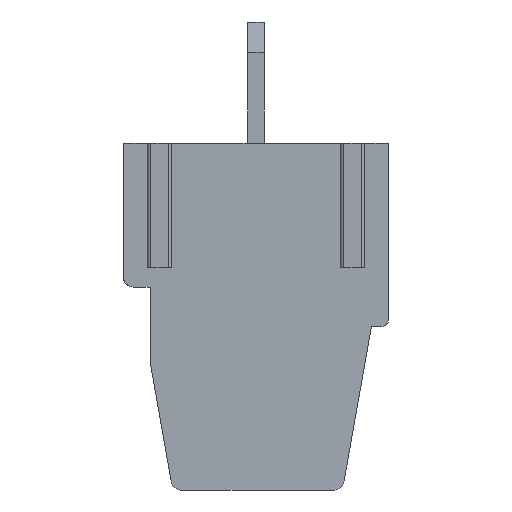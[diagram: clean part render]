
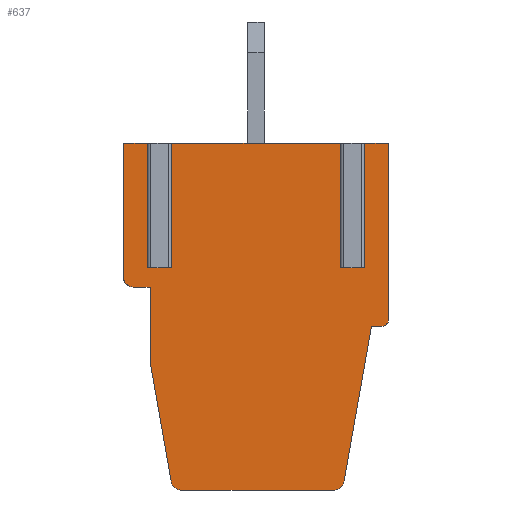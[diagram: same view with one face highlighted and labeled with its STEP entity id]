
A CAD part, front view. The second image highlights one B-rep face of the part: STEP entity #637.
In plain terms, the highlighted planar face has unit normal (0, -1, 0).
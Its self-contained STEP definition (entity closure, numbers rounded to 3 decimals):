
#637 = ADVANCED_FACE( '', ( #1480 ), #1481, .F. );
#1480 = FACE_OUTER_BOUND( '', #2548, .T. );
#1481 = PLANE( '', #2549 );
#2548 = EDGE_LOOP( '', ( #4451, #4452, #4453, #4454, #4455, #4456, #4457, #4458, #4459, #4460, #4461, #4462, #4463, #4464, #4465, #4466, #4467, #4468, #4469, #4470, #4471 ) );
#2549 = AXIS2_PLACEMENT_3D( '', #4472, #4473, #4474 );
#4451 = ORIENTED_EDGE( '', *, *, #7158, .T. );
#4452 = ORIENTED_EDGE( '', *, *, #6903, .T. );
#4453 = ORIENTED_EDGE( '', *, *, #6639, .F. );
#4454 = ORIENTED_EDGE( '', *, *, #6853, .T. );
#4455 = ORIENTED_EDGE( '', *, *, #7159, .T. );
#4456 = ORIENTED_EDGE( '', *, *, #6889, .T. );
#4457 = ORIENTED_EDGE( '', *, *, #6503, .F. );
#4458 = ORIENTED_EDGE( '', *, *, #6633, .T. );
#4459 = ORIENTED_EDGE( '', *, *, #7160, .T. );
#4460 = ORIENTED_EDGE( '', *, *, #6488, .T. );
#4461 = ORIENTED_EDGE( '', *, *, #7161, .T. );
#4462 = ORIENTED_EDGE( '', *, *, #6793, .F. );
#4463 = ORIENTED_EDGE( '', *, *, #7162, .F. );
#4464 = ORIENTED_EDGE( '', *, *, #7111, .F. );
#4465 = ORIENTED_EDGE( '', *, *, #7044, .T. );
#4466 = ORIENTED_EDGE( '', *, *, #7163, .T. );
#4467 = ORIENTED_EDGE( '', *, *, #6775, .T. );
#4468 = ORIENTED_EDGE( '', *, *, #6917, .F. );
#4469 = ORIENTED_EDGE( '', *, *, #6557, .F. );
#4470 = ORIENTED_EDGE( '', *, *, #6804, .T. );
#4471 = ORIENTED_EDGE( '', *, *, #7164, .T. );
#4472 = CARTESIAN_POINT( '', ( 44.298, -45., -4.395 ) );
#4473 = DIRECTION( '', ( 0., 1., 0. ) );
#4474 = DIRECTION( '', ( -1., 0., 0. ) );
#6488 = EDGE_CURVE( '', #7807, #7805, #7808, .T. );
#6503 = EDGE_CURVE( '', #7833, #7835, #7836, .T. );
#6557 = EDGE_CURVE( '', #7932, #7934, #7935, .T. );
#6633 = EDGE_CURVE( '', #7833, #8065, #8068, .F. );
#6639 = EDGE_CURVE( '', #8075, #8077, #8078, .T. );
#6775 = EDGE_CURVE( '', #8315, #8312, #8316, .F. );
#6793 = EDGE_CURVE( '', #8343, #8346, #8347, .T. );
#6804 = EDGE_CURVE( '', #7932, #8363, #8365, .F. );
#6853 = EDGE_CURVE( '', #8075, #8441, #8443, .F. );
#6889 = EDGE_CURVE( '', #8494, #7835, #8497, .T. );
#6903 = EDGE_CURVE( '', #8515, #8077, #8517, .T. );
#6917 = EDGE_CURVE( '', #7934, #8312, #8538, .T. );
#7044 = EDGE_CURVE( '', #8739, #8736, #8740, .F. );
#7111 = EDGE_CURVE( '', #8739, #8841, #8842, .T. );
#7158 = EDGE_CURVE( '', #8907, #8515, #8908, .T. );
#7159 = EDGE_CURVE( '', #8441, #8494, #8909, .T. );
#7160 = EDGE_CURVE( '', #8065, #7807, #8910, .T. );
#7161 = EDGE_CURVE( '', #7805, #8346, #8911, .F. );
#7162 = EDGE_CURVE( '', #8841, #8343, #8912, .T. );
#7163 = EDGE_CURVE( '', #8736, #8315, #8913, .T. );
#7164 = EDGE_CURVE( '', #8363, #8907, #8914, .T. );
#7805 = VERTEX_POINT( '', #9752 );
#7807 = VERTEX_POINT( '', #9755 );
#7808 = LINE( '', #9756, #9757 );
#7833 = VERTEX_POINT( '', #9793 );
#7835 = VERTEX_POINT( '', #9795 );
#7836 = LINE( '', #9796, #9797 );
#7932 = VERTEX_POINT( '', #9932 );
#7934 = VERTEX_POINT( '', #9935 );
#7935 = LINE( '', #9936, #9937 );
#8065 = VERTEX_POINT( '', #10123 );
#8068 = LINE( '', #10126, #10127 );
#8075 = VERTEX_POINT( '', #10136 );
#8077 = VERTEX_POINT( '', #10138 );
#8078 = LINE( '', #10139, #10140 );
#8312 = VERTEX_POINT( '', #10476 );
#8315 = VERTEX_POINT( '', #10480 );
#8316 = CIRCLE( '', #10481, 0.298 );
#8343 = VERTEX_POINT( '', #10519 );
#8346 = VERTEX_POINT( '', #10523 );
#8347 = LINE( '', #10524, #10525 );
#8363 = VERTEX_POINT( '', #10548 );
#8365 = CIRCLE( '', #10551, 0.198 );
#8441 = VERTEX_POINT( '', #10664 );
#8443 = LINE( '', #10666, #10667 );
#8494 = VERTEX_POINT( '', #10755 );
#8497 = LINE( '', #10759, #10760 );
#8515 = VERTEX_POINT( '', #10789 );
#8517 = LINE( '', #10791, #10792 );
#8538 = LINE( '', #10822, #10823 );
#8736 = VERTEX_POINT( '', #11107 );
#8739 = VERTEX_POINT( '', #11111 );
#8740 = CIRCLE( '', #11112, 0.298 );
#8841 = VERTEX_POINT( '', #11261 );
#8842 = LINE( '', #11262, #11263 );
#8907 = VERTEX_POINT( '', #11366 );
#8908 = LINE( '', #11367, #11368 );
#8909 = LINE( '', #11369, #11370 );
#8910 = LINE( '', #11371, #11372 );
#8911 = CIRCLE( '', #11373, 0.298 );
#8912 = LINE( '', #11374, #11375 );
#8913 = LINE( '', #11376, #11377 );
#8914 = LINE( '', #11378, #11379 );
#9752 = CARTESIAN_POINT( '', ( 44., -45., -4.098 ) );
#9755 = CARTESIAN_POINT( '', ( 44., -45., 0. ) );
#9756 = CARTESIAN_POINT( '', ( 44., -45., 0. ) );
#9757 = VECTOR( '', #12498, 1000. );
#9793 = CARTESIAN_POINT( '', ( 44.73, -45., -3.8 ) );
#9795 = CARTESIAN_POINT( '', ( 45.47, -45., -3.8 ) );
#9796 = CARTESIAN_POINT( '', ( 44.78, -45., -3.8 ) );
#9797 = VECTOR( '', #12516, 1000. );
#9932 = CARTESIAN_POINT( '', ( 51.898, -45., -5.596 ) );
#9935 = CARTESIAN_POINT( '', ( 51.577, -45., -5.596 ) );
#9936 = CARTESIAN_POINT( '', ( 52.096, -45., -5.596 ) );
#9937 = VECTOR( '', #12569, 1000. );
#10123 = CARTESIAN_POINT( '', ( 44.73, -45., 0. ) );
#10126 = CARTESIAN_POINT( '', ( 44.73, -45., 0. ) );
#10127 = VECTOR( '', #12644, 1000. );
#10136 = CARTESIAN_POINT( '', ( 50.63, -45., -3.8 ) );
#10138 = CARTESIAN_POINT( '', ( 51.37, -45., -3.8 ) );
#10139 = CARTESIAN_POINT( '', ( 50.68, -45., -3.8 ) );
#10140 = VECTOR( '', #12653, 1000. );
#10476 = CARTESIAN_POINT( '', ( 50.745, -45., -10.317 ) );
#10480 = CARTESIAN_POINT( '', ( 50.448, -45., -10.6 ) );
#10481 = AXIS2_PLACEMENT_3D( '', #12786, #12787, #12788 );
#10519 = CARTESIAN_POINT( '', ( 44.814, -45., -4.395 ) );
#10523 = CARTESIAN_POINT( '', ( 44.298, -45., -4.395 ) );
#10524 = CARTESIAN_POINT( '', ( 44.814, -45., -4.395 ) );
#10525 = VECTOR( '', #12804, 1000. );
#10548 = CARTESIAN_POINT( '', ( 52.096, -45., -5.398 ) );
#10551 = AXIS2_PLACEMENT_3D( '', #12813, #12814, #12815 );
#10664 = CARTESIAN_POINT( '', ( 50.63, -45., 0. ) );
#10666 = CARTESIAN_POINT( '', ( 50.63, -45., 0. ) );
#10667 = VECTOR( '', #12859, 1000. );
#10755 = CARTESIAN_POINT( '', ( 45.47, -45., 0. ) );
#10759 = CARTESIAN_POINT( '', ( 45.47, -45., 0. ) );
#10760 = VECTOR( '', #12885, 1000. );
#10789 = CARTESIAN_POINT( '', ( 51.37, -45., 0. ) );
#10791 = CARTESIAN_POINT( '', ( 51.37, -45., 0. ) );
#10792 = VECTOR( '', #12896, 1000. );
#10822 = CARTESIAN_POINT( '', ( 51.577, -45., -5.596 ) );
#10823 = VECTOR( '', #12906, 1000. );
#11107 = CARTESIAN_POINT( '', ( 45.748, -45., -10.6 ) );
#11111 = CARTESIAN_POINT( '', ( 45.451, -45., -10.317 ) );
#11112 = AXIS2_PLACEMENT_3D( '', #13035, #13036, #13037 );
#11261 = CARTESIAN_POINT( '', ( 44.814, -45., -6.704 ) );
#11262 = CARTESIAN_POINT( '', ( 45.498, -45., -10.587 ) );
#11263 = VECTOR( '', #13100, 1000. );
#11366 = CARTESIAN_POINT( '', ( 52.096, -45., 0. ) );
#11367 = CARTESIAN_POINT( '', ( 47.497, -45., 0. ) );
#11368 = VECTOR( '', #13137, 1000. );
#11369 = CARTESIAN_POINT( '', ( 47.497, -45., 0. ) );
#11370 = VECTOR( '', #13138, 1000. );
#11371 = CARTESIAN_POINT( '', ( 47.497, -45., 0. ) );
#11372 = VECTOR( '', #13139, 1000. );
#11373 = AXIS2_PLACEMENT_3D( '', #13140, #13141, #13142 );
#11374 = CARTESIAN_POINT( '', ( 44.814, -45., -6.704 ) );
#11375 = VECTOR( '', #13143, 1000. );
#11376 = CARTESIAN_POINT( '', ( 48.098, -45., -10.6 ) );
#11377 = VECTOR( '', #13144, 1000. );
#11378 = CARTESIAN_POINT( '', ( 52.096, -45., 0. ) );
#11379 = VECTOR( '', #13145, 1000. );
#12498 = DIRECTION( '', ( 0., 0., -1. ) );
#12516 = DIRECTION( '', ( 1., 0., 0. ) );
#12569 = DIRECTION( '', ( -1., 0., 0. ) );
#12644 = DIRECTION( '', ( 0., 0., -1. ) );
#12653 = DIRECTION( '', ( 1., 0., 0. ) );
#12786 = CARTESIAN_POINT( '', ( 50.448, -45., -10.302 ) );
#12787 = DIRECTION( '', ( 0., 1., 0. ) );
#12788 = DIRECTION( '', ( 0., 0., 1. ) );
#12804 = DIRECTION( '', ( -1., 0., 0. ) );
#12813 = CARTESIAN_POINT( '', ( 51.898, -45., -5.398 ) );
#12814 = DIRECTION( '', ( 0., 1., 0. ) );
#12815 = DIRECTION( '', ( 0., 0., 1. ) );
#12859 = DIRECTION( '', ( 0., 0., -1. ) );
#12885 = DIRECTION( '', ( 0., 0., -1. ) );
#12896 = DIRECTION( '', ( 0., 0., -1. ) );
#12906 = DIRECTION( '', ( -0.174, 0., -0.985 ) );
#13035 = CARTESIAN_POINT( '', ( 45.748, -45., -10.302 ) );
#13036 = DIRECTION( '', ( 0., 1., 0. ) );
#13037 = DIRECTION( '', ( 0., 0., 1. ) );
#13100 = DIRECTION( '', ( -0.174, 0., 0.985 ) );
#13137 = DIRECTION( '', ( -1., 0., 0. ) );
#13138 = DIRECTION( '', ( -1., 0., 0. ) );
#13139 = DIRECTION( '', ( -1., 0., 0. ) );
#13140 = CARTESIAN_POINT( '', ( 44.298, -45., -4.098 ) );
#13141 = DIRECTION( '', ( 0., 1., 0. ) );
#13142 = DIRECTION( '', ( 0., 0., 1. ) );
#13143 = DIRECTION( '', ( 0., 0., 1. ) );
#13144 = DIRECTION( '', ( 1., 0., 0. ) );
#13145 = DIRECTION( '', ( 0., 0., 1. ) );
